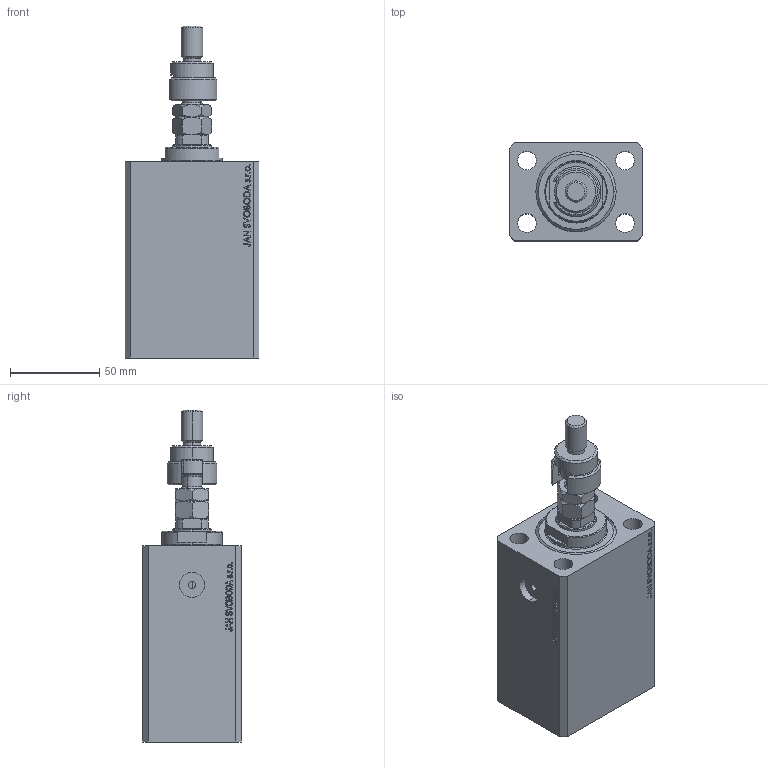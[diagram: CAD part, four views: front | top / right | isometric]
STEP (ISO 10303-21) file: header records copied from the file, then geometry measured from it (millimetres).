
FILE_DESCRIPTION (( 'STEP AP203' ), '1' );
FILE_NAME ('b97c.STEP', '2023-11-24T08:43:06', ( '' ), ( '' ), 'SwSTEP 2.0', 'SolidWorks 2019', '' );
FILE_SCHEMA (( 'CONFIG_CONTROL_DESIGN' ));
Length unit declared in the file: millimetre
Products named in the file (7): V250CE_C_VCP e8accbe84d19afac8b0198e26b217aad; MFA e8accbe84d19afac8b0198e26b217aad; V250CE_C_Body e8accbe84d19afac8b0198e26b217aad; DFA e8accbe84d19afac8b0198e26b217aad; FEMALE_PART_FOR_DFA e8accbe84d19afac8b0198e26b217aad; b97c; V250CE_VC_C e8accbe84d19afac8b0198e26b217aad
Assembly tree (6 placements, depth 3):
  b97c
    V250CE_C_Body e8accbe84d19afac8b0198e26b217aad
    V250CE_C_VCP e8accbe84d19afac8b0198e26b217aad
    V250CE_VC_C e8accbe84d19afac8b0198e26b217aad
    DFA e8accbe84d19afac8b0198e26b217aad
      FEMALE_PART_FOR_DFA e8accbe84d19afac8b0198e26b217aad
      MFA e8accbe84d19afac8b0198e26b217aad
Bounding box: 75 x 55 x 186 mm (x, y, z)
Volume: 414102 mm3; surface area: 88476.3 mm2
Topology: 5 solids, 5 shells, 953 faces, 2432 edges, 1595 vertices
Faces by surface type: plane 456, bspline 374, cylinder 59, cone 54, torus 10
Entity records: 47425 total; most frequent: CARTESIAN_POINT 26150, ORIENTED_EDGE 4860, DIRECTION 2974, EDGE_CURVE 2430, VERTEX_POINT 1595, LINE 1424, VECTOR 1424, EDGE_LOOP 1077
